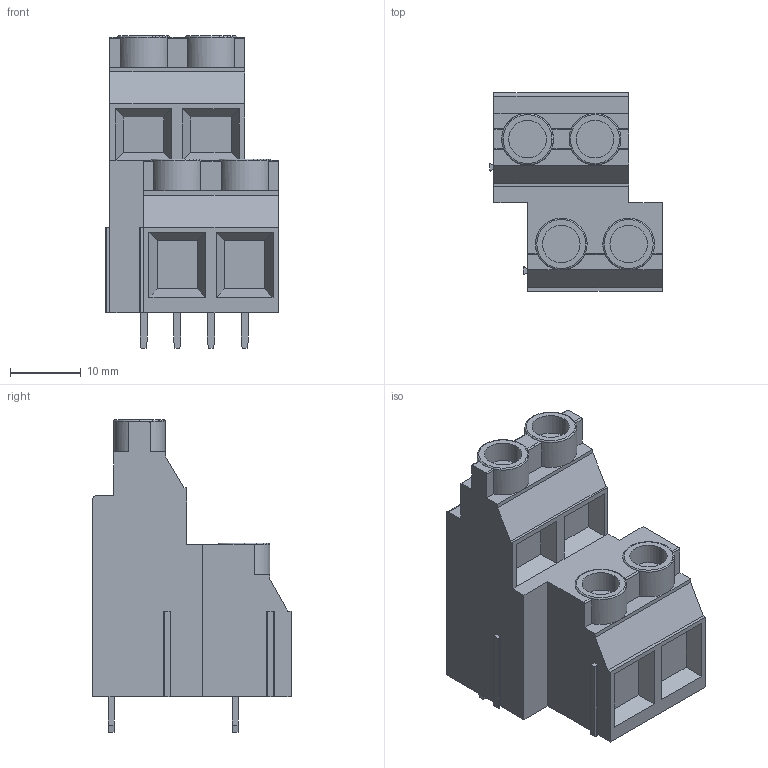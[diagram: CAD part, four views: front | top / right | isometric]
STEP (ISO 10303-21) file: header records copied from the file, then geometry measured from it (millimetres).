
FILE_DESCRIPTION(('CATIA V5 STEP Exchange','CAx-IF Rec.Pracs.--- Model Styling and Organization---1.2---2011-12-15'),'2;1');
FILE_NAME ('D1459222_0_1926350000_1926350000.stp','2018-09-07T06:09:11+00:00',('none'),('Weidmueller'),'CATIA Version 5-6 Release 2014','CATIA V5 STEP AP214','none');
FILE_SCHEMA(('AUTOMOTIVE_DESIGN { 1 0 10303 214 1 1 1 1 }'));
Length unit declared in the file: millimetre
Products named in the file (1): 1926350000
Bounding box: 24.4 x 28 x 44.1 mm (x, y, z)
Volume: 13532.6 mm3; surface area: 4681.4 mm2
Topology: 5 solids, 5 shells, 158 faces, 407 edges, 265 vertices
Faces by surface type: plane 116, cylinder 34, torus 8
Entity records: 4467 total; most frequent: CARTESIAN_POINT 846, ORIENTED_EDGE 814, DIRECTION 597, EDGE_CURVE 407, VECTOR 288, LINE 288, VERTEX_POINT 265, AXIS2_PLACEMENT_3D 201
